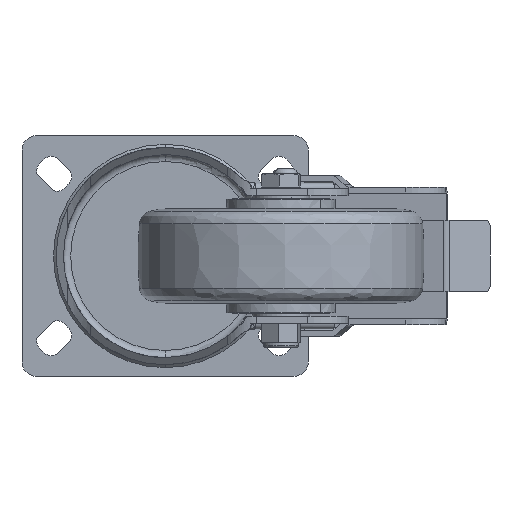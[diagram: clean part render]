
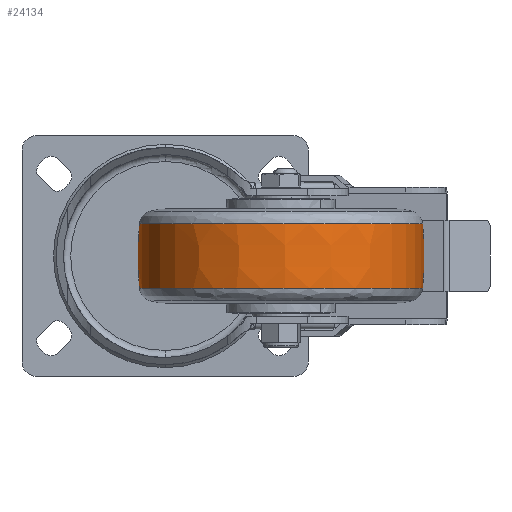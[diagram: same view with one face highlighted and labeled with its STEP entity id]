
A CAD part, front view. The second image highlights one B-rep face of the part: STEP entity #24134.
In plain terms, the highlighted free-form (B-spline) face has degree [3, 3] with [4, 4] control points.
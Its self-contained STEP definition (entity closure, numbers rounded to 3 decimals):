
#571 = CARTESIAN_POINT ( 'NONE',  ( 89.973, -76.604, 11.255 ) ) ;
#926 = EDGE_LOOP ( 'NONE', ( #29832, #2574, #26620, #4547 ) ) ;
#1678 = CIRCLE ( 'NONE', #1988, 49.492 ) ;
#1988 = AXIS2_PLACEMENT_3D ( 'NONE', #36282, #19111, #19231 ) ;
#2574 = ORIENTED_EDGE ( 'NONE', *, *, #22810, .T. ) ;
#3306 = CARTESIAN_POINT ( 'NONE',  ( 90.65, -76.584, 3.762 ) ) ;
#3309 = DIRECTION ( 'NONE',  ( 0.028, -1., 0. ) ) ;
#3442 = CARTESIAN_POINT ( 'NONE',  ( -6.18, -178.342, 11.255 ) ) ;
#4007 = CIRCLE ( 'NONE', #20701, 125. ) ;
#4547 = ORIENTED_EDGE ( 'NONE', *, *, #18779, .T. ) ;
#5040 = DIRECTION ( 'NONE',  ( 0., 0., 1. ) ) ;
#6873 = FACE_OUTER_BOUND ( 'NONE', #926, .T. ) ;
#8624 = DIRECTION ( 'NONE',  ( 1., 0.028, 0. ) ) ;
#8995 = EDGE_CURVE ( 'NONE', #9086, #34338, #4007, .T. ) ;
#9086 = VERTEX_POINT ( 'NONE', #30832 ) ;
#11733 = CARTESIAN_POINT ( 'NONE',  ( 90.65, -76.584, -3.762 ) ) ;
#11870 = CARTESIAN_POINT ( 'NONE',  ( 89.973, -76.604, -11.255 ) ) ;
#11998 = CARTESIAN_POINT ( 'NONE',  ( -8.973, -79.396, 11.255 ) ) ;
#12109 = CARTESIAN_POINT ( 'NONE',  ( -8.973, -79.396, 11.255 ) ) ;
#13031 = CARTESIAN_POINT ( 'NONE',  ( 115.47, -75.884, 0. ) ) ;
#14421 = AXIS2_PLACEMENT_3D ( 'NONE', #27540, #5040, #30805 ) ;
#14589 = CARTESIAN_POINT ( 'NONE',  ( -6.819, -179.715, -3.762 ) ) ;
#15631 = EDGE_CURVE ( 'NONE', #30817, #19028, #19621, .T. ) ;
#17447 = CARTESIAN_POINT ( 'NONE',  ( -34.47, -80.116, 0. ) ) ;
#17566 = CARTESIAN_POINT ( 'NONE',  ( -6.819, -179.715, 3.762 ) ) ;
#18779 = EDGE_CURVE ( 'NONE', #19028, #34338, #1678, .T. ) ;
#19028 = VERTEX_POINT ( 'NONE', #21031 ) ;
#19111 = DIRECTION ( 'NONE',  ( 0., 0., -1. ) ) ;
#19231 = DIRECTION ( 'NONE',  ( 1., 0.028, 0. ) ) ;
#19621 = CIRCLE ( 'NONE', #20538, 125. ) ;
#20295 = CARTESIAN_POINT ( 'NONE',  ( -9.65, -79.416, -3.762 ) ) ;
#20427 = CARTESIAN_POINT ( 'NONE',  ( 92.765, -175.549, 11.255 ) ) ;
#20538 = AXIS2_PLACEMENT_3D ( 'NONE', #17447, #3309, #8624 ) ;
#20701 = AXIS2_PLACEMENT_3D ( 'NONE', #13031, #33311, #30115 ) ;
#21031 = CARTESIAN_POINT ( 'NONE',  ( 89.973, -76.604, 11.255 ) ) ;
#22810 = EDGE_CURVE ( 'NONE', #9086, #30817, #28842, .T. ) ;
#24134 = ADVANCED_FACE ( 'NONE', ( #6873 ), #32872, .T. ) ;
#25892 = CARTESIAN_POINT ( 'NONE',  ( -6.18, -178.342, -11.255 ) ) ;
#26016 = CARTESIAN_POINT ( 'NONE',  ( 92.765, -175.549, -11.255 ) ) ;
#26620 = ORIENTED_EDGE ( 'NONE', *, *, #15631, .T. ) ;
#27540 = CARTESIAN_POINT ( 'NONE',  ( 40.5, -78., -11.255 ) ) ;
#28729 = CARTESIAN_POINT ( 'NONE',  ( -8.973, -79.396, -11.255 ) ) ;
#28842 = CIRCLE ( 'NONE', #14421, 49.492 ) ;
#28975 = CARTESIAN_POINT ( 'NONE',  ( -9.65, -79.416, 3.762 ) ) ;
#29208 = CARTESIAN_POINT ( 'NONE',  ( 89.973, -76.604, -11.255 ) ) ;
#29832 = ORIENTED_EDGE ( 'NONE', *, *, #8995, .F. ) ;
#30115 = DIRECTION ( 'NONE',  ( -1., -0.028, 0. ) ) ;
#30805 = DIRECTION ( 'NONE',  ( 1., 0.028, 0. ) ) ;
#30817 = VERTEX_POINT ( 'NONE', #29208 ) ;
#30832 = CARTESIAN_POINT ( 'NONE',  ( -8.973, -79.396, -11.255 ) ) ;
#31522 = CARTESIAN_POINT ( 'NONE',  ( 93.481, -176.884, -3.762 ) ) ;
#31630 = CARTESIAN_POINT ( 'NONE',  ( 93.481, -176.884, 3.762 ) ) ;
#32872 =( BOUNDED_SURFACE ( )  B_SPLINE_SURFACE ( 3, 3, ( 
 ( #11870, #26016, #25892, #28729 ),
 ( #11733, #31522, #14589, #20295 ),
 ( #3306, #31630, #17566, #28975 ),
 ( #571, #20427, #3442, #11998 ) ),
 .UNSPECIFIED., .F., .F., .F. ) 
 B_SPLINE_SURFACE_WITH_KNOTS ( ( 4, 4 ),
 ( 4, 4 ),
 ( 0., 1. ),
 ( 0., 1. ),
 .UNSPECIFIED. ) 
 GEOMETRIC_REPRESENTATION_ITEM ( )  RATIONAL_B_SPLINE_SURFACE ( (
 ( 1., 0.333, 0.333, 1.),
 ( 0.997, 0.332, 0.332, 0.997),
 ( 0.997, 0.332, 0.332, 0.997),
 ( 1., 0.333, 0.333, 1.) ) ) 
 REPRESENTATION_ITEM ( '' )  SURFACE ( )  );
#33311 = DIRECTION ( 'NONE',  ( -0.028, 1., 0. ) ) ;
#34338 = VERTEX_POINT ( 'NONE', #12109 ) ;
#36282 = CARTESIAN_POINT ( 'NONE',  ( 40.5, -78., 11.255 ) ) ;
